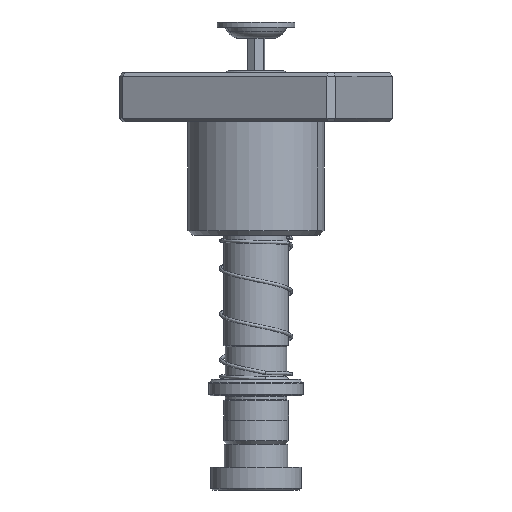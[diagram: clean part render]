
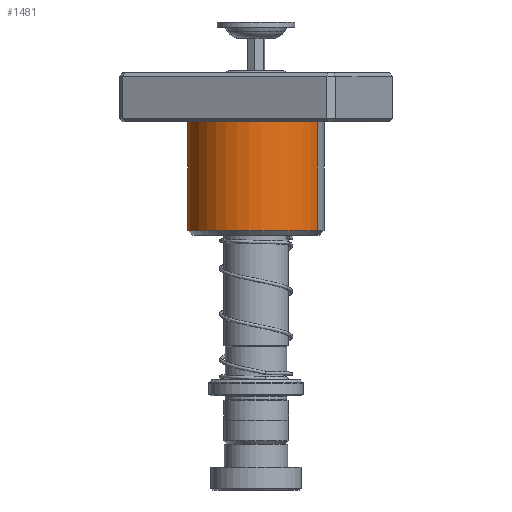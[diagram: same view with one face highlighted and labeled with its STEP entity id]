
A CAD part, front view. The second image highlights one B-rep face of the part: STEP entity #1481.
In plain terms, the highlighted cylindrical face has radius 21 mm (diameter 42 mm), a partial arc.
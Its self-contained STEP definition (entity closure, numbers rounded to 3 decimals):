
#197 = EDGE_CURVE ( 'NONE', #34871, #36991, #33219, .T. ) ;
#719 = FACE_OUTER_BOUND ( 'NONE', #37418, .T. ) ;
#1481 = ADVANCED_FACE ( 'NONE', ( #719 ), #28165, .T. ) ;
#1536 = DIRECTION ( 'NONE',  ( 0., 0., 1. ) ) ;
#2121 = CIRCLE ( 'NONE', #25275, 21. ) ;
#2910 = DIRECTION ( 'NONE',  ( -1., 0., 0. ) ) ;
#4316 = ORIENTED_EDGE ( 'NONE', *, *, #197, .T. ) ;
#4349 = ORIENTED_EDGE ( 'NONE', *, *, #30624, .F. ) ;
#4916 = AXIS2_PLACEMENT_3D ( 'NONE', #31885, #29092, #2910 ) ;
#5041 = ORIENTED_EDGE ( 'NONE', *, *, #21702, .T. ) ;
#5522 = VERTEX_POINT ( 'NONE', #11090 ) ;
#7686 = DIRECTION ( 'NONE',  ( 1., 0., 0. ) ) ;
#8706 = DIRECTION ( 'NONE',  ( 0., 0., -1. ) ) ;
#9100 = ORIENTED_EDGE ( 'NONE', *, *, #22946, .T. ) ;
#9716 = VECTOR ( 'NONE', #12087, 1000. ) ;
#10209 = LINE ( 'NONE', #36374, #9716 ) ;
#10487 = CARTESIAN_POINT ( 'NONE',  ( 21., 0., 48.5 ) ) ;
#11090 = CARTESIAN_POINT ( 'NONE',  ( -21., 0., 48.5 ) ) ;
#11644 = VERTEX_POINT ( 'NONE', #10487 ) ;
#11958 = CARTESIAN_POINT ( 'NONE',  ( 0., 0., 15. ) ) ;
#12087 = DIRECTION ( 'NONE',  ( 0., 0., -1. ) ) ;
#15969 = CARTESIAN_POINT ( 'NONE',  ( 0., 0., 15. ) ) ;
#16347 = AXIS2_PLACEMENT_3D ( 'NONE', #11958, #35889, #31983 ) ;
#16490 = CARTESIAN_POINT ( 'NONE',  ( 0., 0., 48.5 ) ) ;
#17764 = VECTOR ( 'NONE', #8706, 1000. ) ;
#19842 = CIRCLE ( 'NONE', #16347, 21. ) ;
#19922 = CARTESIAN_POINT ( 'NONE',  ( -21., 0., 15. ) ) ;
#21702 = EDGE_CURVE ( 'NONE', #36991, #33112, #19842, .T. ) ;
#22946 = EDGE_CURVE ( 'NONE', #5522, #34871, #10209, .T. ) ;
#23697 = LINE ( 'NONE', #29245, #17764 ) ;
#25275 = AXIS2_PLACEMENT_3D ( 'NONE', #16490, #28228, #7686 ) ;
#28165 = CYLINDRICAL_SURFACE ( 'NONE', #4916, 21. ) ;
#28228 = DIRECTION ( 'NONE',  ( 0., 0., -1. ) ) ;
#28313 = AXIS2_PLACEMENT_3D ( 'NONE', #15969, #1536, #30768 ) ;
#29092 = DIRECTION ( 'NONE',  ( 0., 0., -1. ) ) ;
#29245 = CARTESIAN_POINT ( 'NONE',  ( 21., 0., 50. ) ) ;
#30624 = EDGE_CURVE ( 'NONE', #11644, #33112, #23697, .T. ) ;
#30768 = DIRECTION ( 'NONE',  ( 1., 0., 0. ) ) ;
#31885 = CARTESIAN_POINT ( 'NONE',  ( 0., 0., 50. ) ) ;
#31983 = DIRECTION ( 'NONE',  ( 1., 0., 0. ) ) ;
#32010 = ORIENTED_EDGE ( 'NONE', *, *, #34352, .T. ) ;
#32346 = CARTESIAN_POINT ( 'NONE',  ( 0., -21., 15. ) ) ;
#33112 = VERTEX_POINT ( 'NONE', #35215 ) ;
#33219 = CIRCLE ( 'NONE', #28313, 21. ) ;
#34352 = EDGE_CURVE ( 'NONE', #11644, #5522, #2121, .T. ) ;
#34871 = VERTEX_POINT ( 'NONE', #19922 ) ;
#35215 = CARTESIAN_POINT ( 'NONE',  ( 21., 0., 15. ) ) ;
#35889 = DIRECTION ( 'NONE',  ( 0., 0., 1. ) ) ;
#36374 = CARTESIAN_POINT ( 'NONE',  ( -21., 0., 50. ) ) ;
#36991 = VERTEX_POINT ( 'NONE', #32346 ) ;
#37418 = EDGE_LOOP ( 'NONE', ( #4349, #32010, #9100, #4316, #5041 ) ) ;
